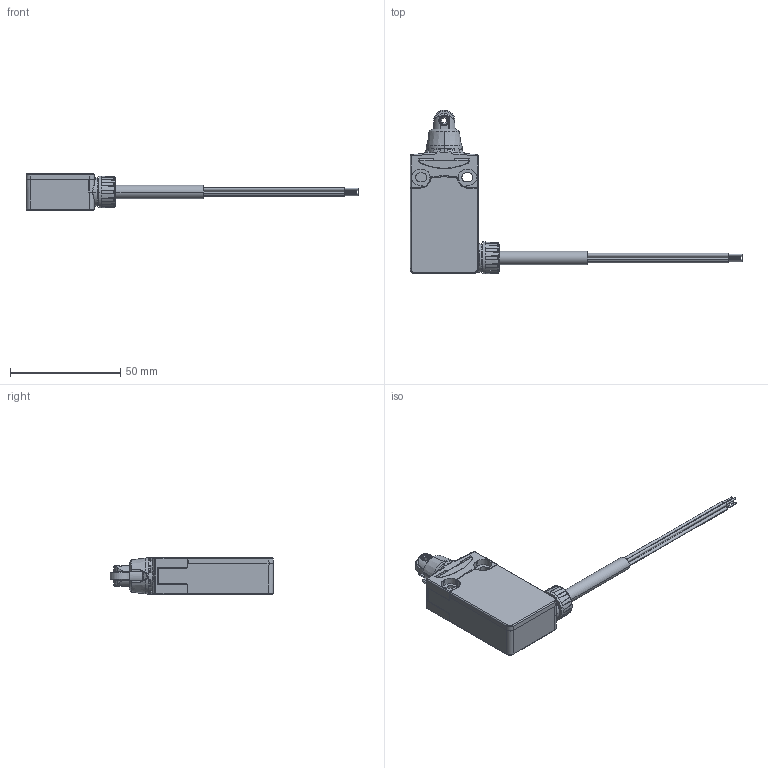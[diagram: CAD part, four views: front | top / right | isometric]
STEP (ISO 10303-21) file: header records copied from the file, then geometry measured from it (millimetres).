
FILE_DESCRIPTION (( 'STEP AP203' ), '1' );
FILE_NAME ('PS116Z11-LR200R200_Default.step', '2022-10-27T18:29:52', ( 'Windows User' ), ( 'AUTOMATION DIRECT' ), 'SwSTEP 2.0', 'SolidWorks 2021', '' );
FILE_SCHEMA (( 'CONFIG_CONTROL_DESIGN' ));
Length unit declared in the file: inch
Products named in the file (1): PS116Z11-LR200R200_Default
Bounding box: 150.5 x 74.33 x 16.6 mm (x, y, z)
Volume: 30461.8 mm3; surface area: 14666.6 mm2
Topology: 2 solids, 2 shells, 1214 faces, 3139 edges, 1920 vertices
Faces by surface type: cylinder 504, plane 350, bspline 304, cone 42, torus 14
Entity records: 47984 total; most frequent: CARTESIAN_POINT 20677, ORIENTED_EDGE 6238, DIRECTION 5169, EDGE_CURVE 3119, AXIS2_PLACEMENT_3D 1977, VERTEX_POINT 1920, EDGE_LOOP 1263, VECTOR 1215
